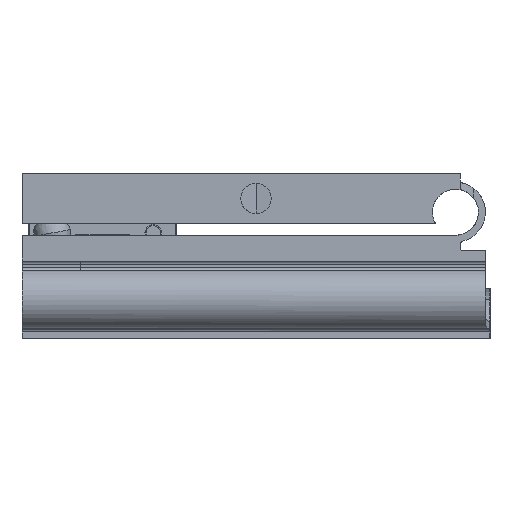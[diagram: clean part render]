
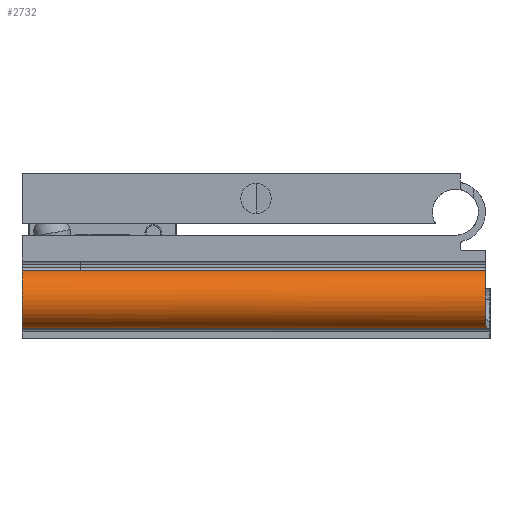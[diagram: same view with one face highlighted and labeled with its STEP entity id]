
A CAD part, front view. The second image highlights one B-rep face of the part: STEP entity #2732.
In plain terms, the highlighted cylindrical face has radius 3.25 mm (diameter 6.5 mm), a partial arc.
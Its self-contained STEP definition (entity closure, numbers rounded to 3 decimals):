
#355 = CIRCLE ( 'NONE', #10574, 3.25 ) ;
#360 = CARTESIAN_POINT ( 'NONE',  ( -25.4, -21.65, -4.75 ) ) ;
#509 = CIRCLE ( 'NONE', #7615, 3.25 ) ;
#540 = VERTEX_POINT ( 'NONE', #4516 ) ;
#748 = EDGE_CURVE ( 'NONE', #4217, #10025, #509, .T. ) ;
#1036 = CARTESIAN_POINT ( 'NONE',  ( 25.027, -22.833, -7.786 ) ) ;
#1091 = CARTESIAN_POINT ( 'NONE',  ( 24.921, -23.257, -7.585 ) ) ;
#1327 = CYLINDRICAL_SURFACE ( 'NONE', #7648, 3.25 ) ;
#1880 = CARTESIAN_POINT ( 'NONE',  ( 24.9, -21.65, -4.75 ) ) ;
#2132 = CARTESIAN_POINT ( 'NONE',  ( 24.9, -23.65, -7.312 ) ) ;
#2188 = VECTOR ( 'NONE', #5177, 1000. ) ;
#2221 = VECTOR ( 'NONE', #8420, 1000. ) ;
#2732 = ADVANCED_FACE ( 'NONE', ( #7789 ), #1327, .T. ) ;
#3055 = CARTESIAN_POINT ( 'NONE',  ( -25.4, -22.417, -1.592 ) ) ;
#3222 = ORIENTED_EDGE ( 'NONE', *, *, #7703, .T. ) ;
#3586 = CARTESIAN_POINT ( 'NONE',  ( 25.109, -22.623, -7.858 ) ) ;
#3775 = DIRECTION ( 'NONE',  ( 0., 1., 0. ) ) ;
#3776 = EDGE_CURVE ( 'NONE', #4157, #5797, #355, .T. ) ;
#4022 = ORIENTED_EDGE ( 'NONE', *, *, #748, .T. ) ;
#4056 = EDGE_CURVE ( 'NONE', #10025, #540, #5944, .T. ) ;
#4132 = CARTESIAN_POINT ( 'NONE',  ( -25.4, -22.417, -1.592 ) ) ;
#4157 = VERTEX_POINT ( 'NONE', #2132 ) ;
#4217 = VERTEX_POINT ( 'NONE', #3055 ) ;
#4284 = DIRECTION ( 'NONE',  ( 1., 0., 0. ) ) ;
#4353 = CARTESIAN_POINT ( 'NONE',  ( 24.9, -23.65, -7.312 ) ) ;
#4431 = ORIENTED_EDGE ( 'NONE', *, *, #4056, .T. ) ;
#4516 = CARTESIAN_POINT ( 'NONE',  ( 25.225, -22.417, -7.908 ) ) ;
#5000 = LINE ( 'NONE', #4132, #2221 ) ;
#5177 = DIRECTION ( 'NONE',  ( 1., 0., 0. ) ) ;
#5719 = ORIENTED_EDGE ( 'NONE', *, *, #9951, .T. ) ;
#5797 = VERTEX_POINT ( 'NONE', #8776 ) ;
#5855 = DIRECTION ( 'NONE',  ( 0., 1., 0. ) ) ;
#5944 = LINE ( 'NONE', #7574, #2188 ) ;
#6283 = B_SPLINE_CURVE_WITH_KNOTS ( 'NONE', 3,
 ( #8698, #3586, #1036, #1091, #6895, #4353 ),
 .UNSPECIFIED., .F., .F.,
 ( 4, 2, 4 ),
 ( 0., 0.001, 0.001 ),
 .UNSPECIFIED. ) ;
#6895 = CARTESIAN_POINT ( 'NONE',  ( 24.9, -23.46, -7.46 ) ) ;
#6952 = EDGE_LOOP ( 'NONE', ( #4022, #4431, #3222, #6980, #5719 ) ) ;
#6980 = ORIENTED_EDGE ( 'NONE', *, *, #3776, .T. ) ;
#7040 = DIRECTION ( 'NONE',  ( 0., 1., 0. ) ) ;
#7574 = CARTESIAN_POINT ( 'NONE',  ( -25.4, -22.417, -7.908 ) ) ;
#7615 = AXIS2_PLACEMENT_3D ( 'NONE', #9224, #4284, #5855 ) ;
#7648 = AXIS2_PLACEMENT_3D ( 'NONE', #360, #9635, #3775 ) ;
#7703 = EDGE_CURVE ( 'NONE', #540, #4157, #6283, .T. ) ;
#7789 = FACE_OUTER_BOUND ( 'NONE', #6952, .T. ) ;
#8420 = DIRECTION ( 'NONE',  ( -1., 0., 0. ) ) ;
#8519 = DIRECTION ( 'NONE',  ( -1., 0., 0. ) ) ;
#8698 = CARTESIAN_POINT ( 'NONE',  ( 25.225, -22.417, -7.908 ) ) ;
#8776 = CARTESIAN_POINT ( 'NONE',  ( 24.9, -22.417, -1.592 ) ) ;
#9224 = CARTESIAN_POINT ( 'NONE',  ( -25.4, -21.65, -4.75 ) ) ;
#9635 = DIRECTION ( 'NONE',  ( 1., 0., 0. ) ) ;
#9951 = EDGE_CURVE ( 'NONE', #5797, #4217, #5000, .T. ) ;
#10025 = VERTEX_POINT ( 'NONE', #10307 ) ;
#10307 = CARTESIAN_POINT ( 'NONE',  ( -25.4, -22.417, -7.908 ) ) ;
#10574 = AXIS2_PLACEMENT_3D ( 'NONE', #1880, #8519, #7040 ) ;
